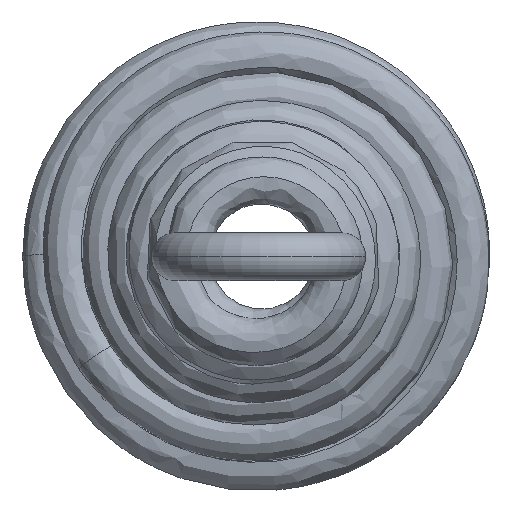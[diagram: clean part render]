
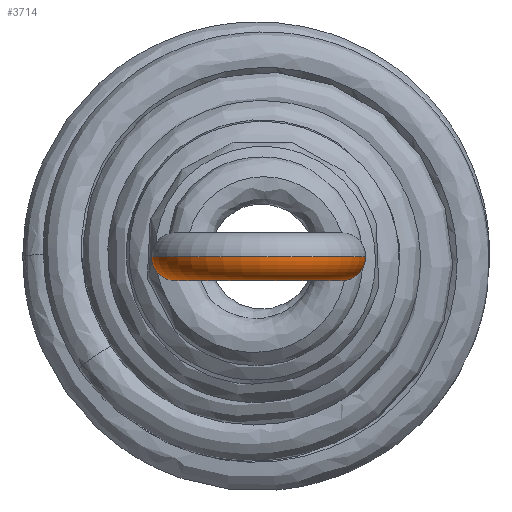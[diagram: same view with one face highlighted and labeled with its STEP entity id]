
A CAD part, left-side view. The second image highlights one B-rep face of the part: STEP entity #3714.
In plain terms, the highlighted toroidal (fillet/blend) face has major radius 3.5 mm and minor radius 1 mm.
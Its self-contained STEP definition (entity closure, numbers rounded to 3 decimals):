
#152 = VERTEX_POINT ( 'NONE', #2320 ) ;
#216 = DIRECTION ( 'NONE',  ( 0., 0., -1. ) ) ;
#285 = EDGE_CURVE ( 'NONE', #2530, #152, #990, .T. ) ;
#344 = CIRCLE ( 'NONE', #3505, 2.5 ) ;
#444 = AXIS2_PLACEMENT_3D ( 'NONE', #4102, #216, #2100 ) ;
#549 = EDGE_LOOP ( 'NONE', ( #1552, #3374, #611, #3831 ) ) ;
#611 = ORIENTED_EDGE ( 'NONE', *, *, #285, .T. ) ;
#632 = DIRECTION ( 'NONE',  ( -1., 0., 0. ) ) ;
#717 = AXIS2_PLACEMENT_3D ( 'NONE', #4862, #992, #2710 ) ;
#990 = CIRCLE ( 'NONE', #717, 1. ) ;
#992 = DIRECTION ( 'NONE',  ( -0.364, 0.932, 0. ) ) ;
#1116 = CARTESIAN_POINT ( 'NONE',  ( -25., 0., 0. ) ) ;
#1552 = ORIENTED_EDGE ( 'NONE', *, *, #2871, .F. ) ;
#1791 = CARTESIAN_POINT ( 'NONE',  ( -22.651, -0.855, 0. ) ) ;
#1991 = CARTESIAN_POINT ( 'NONE',  ( -20.808, 1.636, 0. ) ) ;
#2100 = DIRECTION ( 'NONE',  ( 1., 0., 0. ) ) ;
#2254 = AXIS2_PLACEMENT_3D ( 'NONE', #2661, #3866, #2583 ) ;
#2320 = CARTESIAN_POINT ( 'NONE',  ( -22.671, 0.909, 0. ) ) ;
#2384 = DIRECTION ( 'NONE',  ( -0.94, 0.342, 0. ) ) ;
#2407 = DIRECTION ( 'NONE',  ( 0.342, 0.94, 0. ) ) ;
#2530 = VERTEX_POINT ( 'NONE', #1991 ) ;
#2583 = DIRECTION ( 'NONE',  ( -1., 0., 0. ) ) ;
#2660 = EDGE_CURVE ( 'NONE', #5384, #152, #344, .T. ) ;
#2661 = CARTESIAN_POINT ( 'NONE',  ( -25., 0., 0. ) ) ;
#2710 = DIRECTION ( 'NONE',  ( -0.932, -0.364, 0. ) ) ;
#2830 = DIRECTION ( 'NONE',  ( 0., 0., -1. ) ) ;
#2871 = EDGE_CURVE ( 'NONE', #5050, #5384, #4780, .T. ) ;
#3054 = AXIS2_PLACEMENT_3D ( 'NONE', #3767, #2407, #2384 ) ;
#3374 = ORIENTED_EDGE ( 'NONE', *, *, #5295, .T. ) ;
#3505 = AXIS2_PLACEMENT_3D ( 'NONE', #1116, #2830, #632 ) ;
#3714 = ADVANCED_FACE ( 'NONE', ( #4513 ), #4595, .T. ) ;
#3767 = CARTESIAN_POINT ( 'NONE',  ( -21.711, -1.197, 0. ) ) ;
#3831 = ORIENTED_EDGE ( 'NONE', *, *, #2660, .F. ) ;
#3866 = DIRECTION ( 'NONE',  ( 0., 0., -1. ) ) ;
#3974 = CIRCLE ( 'NONE', #2254, 4.5 ) ;
#4102 = CARTESIAN_POINT ( 'NONE',  ( -25., 0., 0. ) ) ;
#4174 = CARTESIAN_POINT ( 'NONE',  ( -20.771, -1.539, 0. ) ) ;
#4513 = FACE_OUTER_BOUND ( 'NONE', #549, .T. ) ;
#4595 = TOROIDAL_SURFACE ( 'NONE', #444, 3.5, 1. ) ;
#4780 = CIRCLE ( 'NONE', #3054, 1. ) ;
#4862 = CARTESIAN_POINT ( 'NONE',  ( -21.74, 1.273, 0. ) ) ;
#5050 = VERTEX_POINT ( 'NONE', #4174 ) ;
#5295 = EDGE_CURVE ( 'NONE', #5050, #2530, #3974, .T. ) ;
#5384 = VERTEX_POINT ( 'NONE', #1791 ) ;
